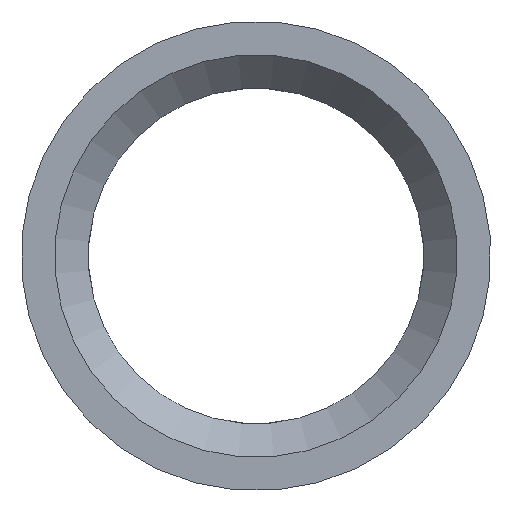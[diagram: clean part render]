
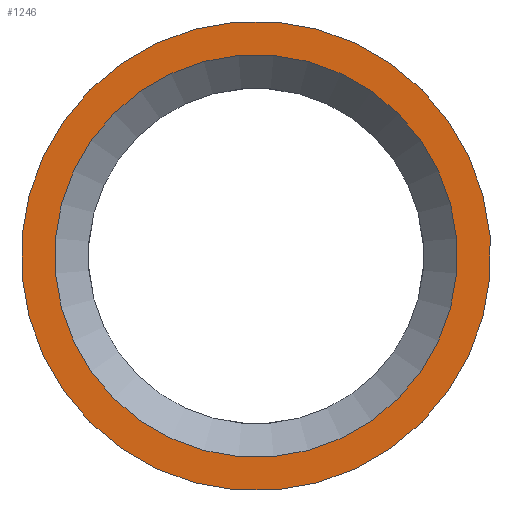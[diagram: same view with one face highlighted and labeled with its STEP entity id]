
A CAD part, front view. The second image highlights one B-rep face of the part: STEP entity #1246.
In plain terms, the highlighted planar face has unit normal (0, -1, 0).
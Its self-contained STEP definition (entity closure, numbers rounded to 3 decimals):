
#72=FACE_BOUND('',#221,.T.);
#113=PLANE('',#1325);
#157=FACE_OUTER_BOUND('',#220,.T.);
#220=EDGE_LOOP('',(#890));
#221=EDGE_LOOP('',(#891));
#559=CIRCLE('',#1323,30.);
#561=CIRCLE('',#1326,35.);
#582=VERTEX_POINT('',#1702);
#584=VERTEX_POINT('',#1708);
#707=EDGE_CURVE('',#582,#582,#559,.T.);
#710=EDGE_CURVE('',#584,#584,#561,.T.);
#890=ORIENTED_EDGE('',*,*,#710,.T.);
#891=ORIENTED_EDGE('',*,*,#707,.F.);
#1246=ADVANCED_FACE('',(#157,#72),#113,.T.);
#1323=AXIS2_PLACEMENT_3D('',#1703,#1412,#1413);
#1325=AXIS2_PLACEMENT_3D('',#1707,#1417,#1418);
#1326=AXIS2_PLACEMENT_3D('',#1709,#1419,#1420);
#1412=DIRECTION('center_axis',(0.,-1.,0.));
#1413=DIRECTION('ref_axis',(0.707,0.,0.707));
#1417=DIRECTION('center_axis',(0.,-1.,0.));
#1418=DIRECTION('ref_axis',(0.707,0.,0.707));
#1419=DIRECTION('center_axis',(0.,-1.,0.));
#1420=DIRECTION('ref_axis',(0.707,0.,0.707));
#1702=CARTESIAN_POINT('',(-21.213,-10.,-21.213));
#1703=CARTESIAN_POINT('Origin',(0.,-10.,0.));
#1707=CARTESIAN_POINT('Origin',(0.,-10.,0.));
#1708=CARTESIAN_POINT('',(-24.749,-10.,-24.749));
#1709=CARTESIAN_POINT('Origin',(0.,-10.,0.));
